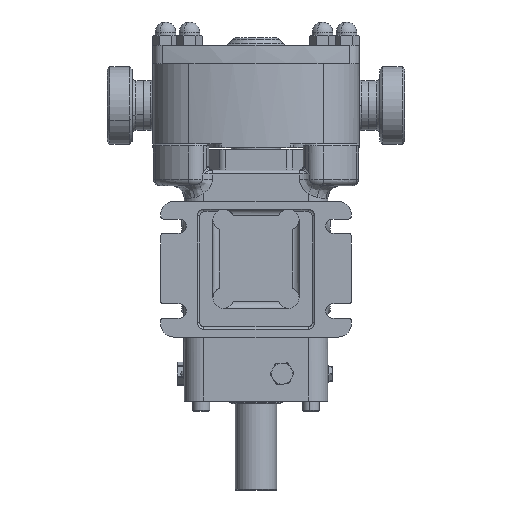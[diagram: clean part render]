
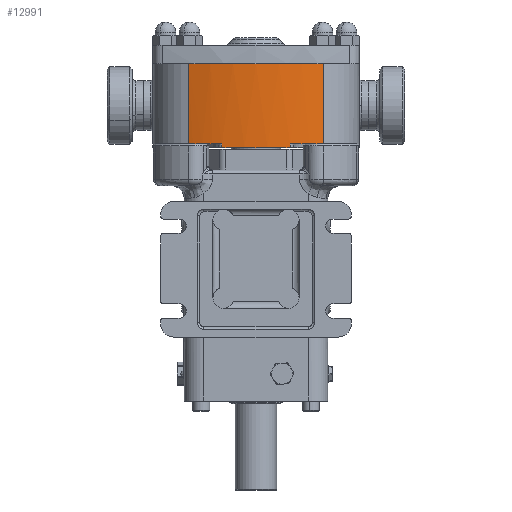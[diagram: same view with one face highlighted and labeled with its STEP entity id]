
A CAD part, front view. The second image highlights one B-rep face of the part: STEP entity #12991.
In plain terms, the highlighted cylindrical face has radius 160 mm (diameter 320 mm), a partial arc.
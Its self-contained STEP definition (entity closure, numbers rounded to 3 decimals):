
#160 = AXIS2_PLACEMENT_3D ( 'NONE', #26833, #22396, #15199 ) ;
#283 = DIRECTION ( 'NONE',  ( 0., 0., 1. ) ) ;
#465 = VERTEX_POINT ( 'NONE', #29737 ) ;
#1300 = AXIS2_PLACEMENT_3D ( 'NONE', #19404, #7861, #12528 ) ;
#2150 = EDGE_CURVE ( 'NONE', #24999, #25488, #9814, .T. ) ;
#2443 = ORIENTED_EDGE ( 'NONE', *, *, #17170, .F. ) ;
#3055 = CARTESIAN_POINT ( 'NONE',  ( -52., -101.314, 32. ) ) ;
#3775 = VERTEX_POINT ( 'NONE', #21342 ) ;
#3985 = CARTESIAN_POINT ( 'NONE',  ( 0., -110., 32. ) ) ;
#4129 = ORIENTED_EDGE ( 'NONE', *, *, #18516, .T. ) ;
#4174 = CARTESIAN_POINT ( 'NONE',  ( 0., 50., -103.429 ) ) ;
#4252 = DIRECTION ( 'NONE',  ( -1., 0., 0. ) ) ;
#4404 = DIRECTION ( 'NONE',  ( 1., 0., 0. ) ) ;
#5261 = CARTESIAN_POINT ( 'NONE',  ( 52., -101.314, -103.429 ) ) ;
#5466 = DIRECTION ( 'NONE',  ( 0., 0., 1. ) ) ;
#5573 = CIRCLE ( 'NONE', #28915, 160. ) ;
#6003 = DIRECTION ( 'NONE',  ( -1., 0., 0. ) ) ;
#6389 = ORIENTED_EDGE ( 'NONE', *, *, #21138, .T. ) ;
#6536 = VERTEX_POINT ( 'NONE', #16862 ) ;
#6602 = VERTEX_POINT ( 'NONE', #10022 ) ;
#6752 = VERTEX_POINT ( 'NONE', #3985 ) ;
#7175 = VERTEX_POINT ( 'NONE', #23253 ) ;
#7655 = CARTESIAN_POINT ( 'NONE',  ( -52., -101.314, -103.429 ) ) ;
#7861 = DIRECTION ( 'NONE',  ( 0., 0., -1. ) ) ;
#8160 = VERTEX_POINT ( 'NONE', #3055 ) ;
#8446 = CIRCLE ( 'NONE', #12765, 160. ) ;
#8621 = DIRECTION ( 'NONE',  ( 0., 0., -1. ) ) ;
#8678 = ORIENTED_EDGE ( 'NONE', *, *, #13565, .F. ) ;
#8927 = ORIENTED_EDGE ( 'NONE', *, *, #14020, .T. ) ;
#9401 = VERTEX_POINT ( 'NONE', #17676 ) ;
#9814 = CIRCLE ( 'NONE', #160, 160. ) ;
#9852 = ORIENTED_EDGE ( 'NONE', *, *, #12370, .F. ) ;
#10022 = CARTESIAN_POINT ( 'NONE',  ( 26.143, -107.85, -29.5 ) ) ;
#10044 = CARTESIAN_POINT ( 'NONE',  ( 26.143, -107.85, -103.429 ) ) ;
#10105 = CIRCLE ( 'NONE', #20812, 160. ) ;
#10243 = VECTOR ( 'NONE', #28669, 1000. ) ;
#10818 = DIRECTION ( 'NONE',  ( 0., 0., 1. ) ) ;
#10921 = EDGE_CURVE ( 'NONE', #8160, #6752, #5573, .T. ) ;
#12353 = VERTEX_POINT ( 'NONE', #18646 ) ;
#12370 = EDGE_CURVE ( 'NONE', #6752, #465, #8446, .T. ) ;
#12528 = DIRECTION ( 'NONE',  ( -1., 0., 0. ) ) ;
#12765 = AXIS2_PLACEMENT_3D ( 'NONE', #18799, #283, #23557 ) ;
#12991 = ADVANCED_FACE ( 'NONE', ( #19801 ), #24870, .T. ) ;
#13469 = EDGE_LOOP ( 'NONE', ( #8678, #20007, #2443, #14517, #8927, #9852, #21261, #15847, #6389, #21956, #4129 ) ) ;
#13565 = EDGE_CURVE ( 'NONE', #3775, #12353, #10105, .T. ) ;
#14020 = EDGE_CURVE ( 'NONE', #7175, #465, #16925, .T. ) ;
#14124 = AXIS2_PLACEMENT_3D ( 'NONE', #16143, #25493, #25947 ) ;
#14517 = ORIENTED_EDGE ( 'NONE', *, *, #26067, .F. ) ;
#14921 = DIRECTION ( 'NONE',  ( 0., 0., -1. ) ) ;
#15199 = DIRECTION ( 'NONE',  ( 1., 0., 0. ) ) ;
#15847 = ORIENTED_EDGE ( 'NONE', *, *, #19732, .F. ) ;
#15910 = CARTESIAN_POINT ( 'NONE',  ( 0., 50., -32.5 ) ) ;
#16143 = CARTESIAN_POINT ( 'NONE',  ( 0., 50., -29.5 ) ) ;
#16862 = CARTESIAN_POINT ( 'NONE',  ( 48.406, -102.502, -29.5 ) ) ;
#16925 = LINE ( 'NONE', #5261, #29150 ) ;
#17170 = EDGE_CURVE ( 'NONE', #6536, #6602, #21183, .T. ) ;
#17582 = CARTESIAN_POINT ( 'NONE',  ( 0., 50., 32. ) ) ;
#17676 = CARTESIAN_POINT ( 'NONE',  ( -52., -101.314, -29.5 ) ) ;
#18516 = EDGE_CURVE ( 'NONE', #25488, #12353, #28982, .T. ) ;
#18646 = CARTESIAN_POINT ( 'NONE',  ( -26.143, -107.85, -32.5 ) ) ;
#18799 = CARTESIAN_POINT ( 'NONE',  ( 0., 50., 32. ) ) ;
#19071 = DIRECTION ( 'NONE',  ( 0., 0., 1. ) ) ;
#19200 = LINE ( 'NONE', #7655, #26759 ) ;
#19404 = CARTESIAN_POINT ( 'NONE',  ( 0., 50., -29.5 ) ) ;
#19405 = CARTESIAN_POINT ( 'NONE',  ( -26.143, -107.85, -29.5 ) ) ;
#19732 = EDGE_CURVE ( 'NONE', #9401, #8160, #19200, .T. ) ;
#19801 = FACE_OUTER_BOUND ( 'NONE', #13469, .T. ) ;
#20007 = ORIENTED_EDGE ( 'NONE', *, *, #29963, .T. ) ;
#20812 = AXIS2_PLACEMENT_3D ( 'NONE', #15910, #25256, #4404 ) ;
#21138 = EDGE_CURVE ( 'NONE', #9401, #24999, #23433, .T. ) ;
#21183 = CIRCLE ( 'NONE', #1300, 160. ) ;
#21261 = ORIENTED_EDGE ( 'NONE', *, *, #10921, .F. ) ;
#21342 = CARTESIAN_POINT ( 'NONE',  ( 26.143, -107.85, -32.5 ) ) ;
#21637 = LINE ( 'NONE', #10044, #10243 ) ;
#21956 = ORIENTED_EDGE ( 'NONE', *, *, #2150, .T. ) ;
#22396 = DIRECTION ( 'NONE',  ( 0., 0., 1. ) ) ;
#23253 = CARTESIAN_POINT ( 'NONE',  ( 52., -101.314, -29.5 ) ) ;
#23316 = AXIS2_PLACEMENT_3D ( 'NONE', #29534, #8621, #4252 ) ;
#23433 = CIRCLE ( 'NONE', #14124, 160. ) ;
#23557 = DIRECTION ( 'NONE',  ( -1., 0., 0. ) ) ;
#24115 = DIRECTION ( 'NONE',  ( 0., 0., 1. ) ) ;
#24689 = CARTESIAN_POINT ( 'NONE',  ( -48.406, -102.502, -29.5 ) ) ;
#24870 = CYLINDRICAL_SURFACE ( 'NONE', #30031, 160. ) ;
#24999 = VERTEX_POINT ( 'NONE', #24689 ) ;
#25256 = DIRECTION ( 'NONE',  ( 0., 0., -1. ) ) ;
#25488 = VERTEX_POINT ( 'NONE', #19405 ) ;
#25493 = DIRECTION ( 'NONE',  ( 0., 0., 1. ) ) ;
#25947 = DIRECTION ( 'NONE',  ( 1., 0., 0. ) ) ;
#26067 = EDGE_CURVE ( 'NONE', #7175, #6536, #30124, .T. ) ;
#26759 = VECTOR ( 'NONE', #24115, 1000. ) ;
#26833 = CARTESIAN_POINT ( 'NONE',  ( 0., 50., -29.5 ) ) ;
#28391 = CARTESIAN_POINT ( 'NONE',  ( -26.143, -107.85, -103.429 ) ) ;
#28669 = DIRECTION ( 'NONE',  ( 0., 0., 1. ) ) ;
#28915 = AXIS2_PLACEMENT_3D ( 'NONE', #17582, #5466, #29211 ) ;
#28982 = LINE ( 'NONE', #28391, #29179 ) ;
#29150 = VECTOR ( 'NONE', #19071, 1000. ) ;
#29179 = VECTOR ( 'NONE', #14921, 1000. ) ;
#29211 = DIRECTION ( 'NONE',  ( -1., 0., 0. ) ) ;
#29534 = CARTESIAN_POINT ( 'NONE',  ( 0., 50., -29.5 ) ) ;
#29737 = CARTESIAN_POINT ( 'NONE',  ( 52., -101.314, 32. ) ) ;
#29963 = EDGE_CURVE ( 'NONE', #3775, #6602, #21637, .T. ) ;
#30031 = AXIS2_PLACEMENT_3D ( 'NONE', #4174, #10818, #6003 ) ;
#30124 = CIRCLE ( 'NONE', #23316, 160. ) ;
